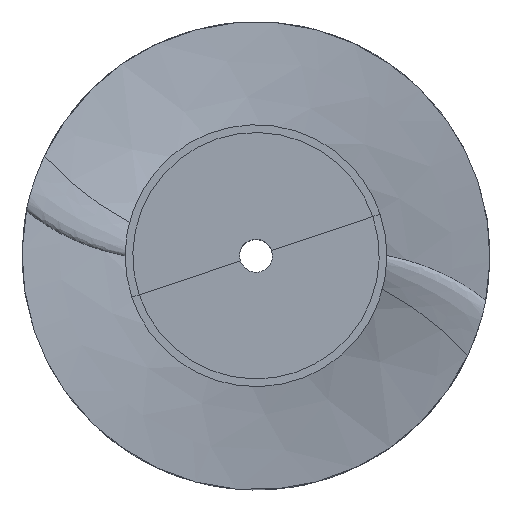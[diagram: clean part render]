
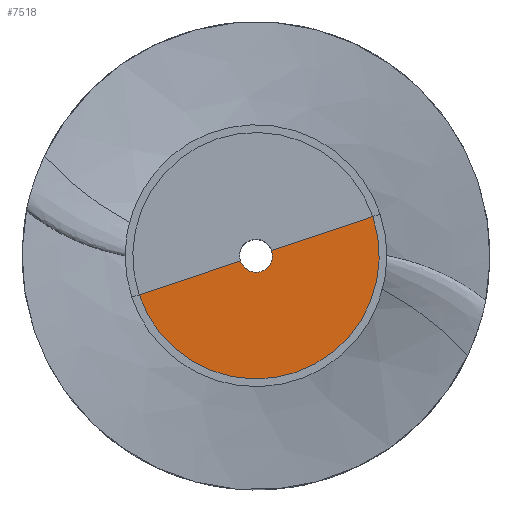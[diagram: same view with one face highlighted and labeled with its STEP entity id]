
A CAD part, top view. The second image highlights one B-rep face of the part: STEP entity #7518.
In plain terms, the highlighted free-form (B-spline) face has degree [1, 3] with [2, 4] control points.
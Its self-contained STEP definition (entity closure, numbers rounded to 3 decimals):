
#434 = CIRCLE ( 'NONE', #9204, 1. ) ;
#588 = CARTESIAN_POINT ( 'NONE',  ( -0.314, -2.214, 0. ) ) ;
#805 = EDGE_CURVE ( 'NONE', #6545, #3888, #7166, .T. ) ;
#1175 = CARTESIAN_POINT ( 'NONE',  ( -0.948, -0.317, 0. ) ) ;
#1288 = B_SPLINE_CURVE_WITH_KNOTS ( 'NONE', 1,
 ( #3523, #5608 ),
 .UNSPECIFIED., .F., .F.,
 ( 2, 2 ),
 ( 0., 1. ),
 .UNSPECIFIED. ) ;
#1464 = ORIENTED_EDGE ( 'NONE', *, *, #4220, .T. ) ;
#1512 = VERTEX_POINT ( 'NONE', #4369 ) ;
#1850 = CARTESIAN_POINT ( 'NONE',  ( -2.348, -16.538, 0. ) ) ;
#2039 = VERTEX_POINT ( 'NONE', #1175 ) ;
#2279 =( BOUNDED_SURFACE ( )  B_SPLINE_SURFACE ( 1, 3, ( 
 ( #6077, #2595, #588, #6969 ),
 ( #4781, #6262, #1850, #6828 ) ),
 .UNSPECIFIED., .F., .F., .T. ) 
 B_SPLINE_SURFACE_WITH_KNOTS ( ( 2, 2 ),
 ( 4, 4 ),
 ( 0., 1. ),
 ( 0., 1. ),
 .UNSPECIFIED. ) 
 GEOMETRIC_REPRESENTATION_ITEM ( )  RATIONAL_B_SPLINE_SURFACE ( (
 ( 1., 0.333, 0.333, 1.),
 ( 1., 0.333, 0.333, 1.) ) ) 
 REPRESENTATION_ITEM ( '' )  SURFACE ( )  );
#2375 = DIRECTION ( 'NONE',  ( 0., 0., 1. ) ) ;
#2595 = CARTESIAN_POINT ( 'NONE',  ( 1.582, -1.58, 0. ) ) ;
#3143 = CARTESIAN_POINT ( 'NONE',  ( 0.948, 0.317, 0. ) ) ;
#3235 = CARTESIAN_POINT ( 'NONE',  ( 0., 0., 0. ) ) ;
#3258 = AXIS2_PLACEMENT_3D ( 'NONE', #3235, #8915, #8962 ) ;
#3369 = EDGE_LOOP ( 'NONE', ( #5548, #8673, #7430, #1464 ) ) ;
#3523 = CARTESIAN_POINT ( 'NONE',  ( -0.948, -0.317, 0. ) ) ;
#3797 = CARTESIAN_POINT ( 'NONE',  ( 7.085, 2.368, 0. ) ) ;
#3814 = CARTESIAN_POINT ( 'NONE',  ( 0.948, 0.317, 0. ) ) ;
#3888 = VERTEX_POINT ( 'NONE', #7080 ) ;
#4220 = EDGE_CURVE ( 'NONE', #1512, #3888, #6382, .T. ) ;
#4369 = CARTESIAN_POINT ( 'NONE',  ( -7.085, -2.368, 0. ) ) ;
#4730 = EDGE_CURVE ( 'NONE', #2039, #6545, #434, .T. ) ;
#4781 = CARTESIAN_POINT ( 'NONE',  ( 7.085, 2.368, 0. ) ) ;
#5548 = ORIENTED_EDGE ( 'NONE', *, *, #805, .F. ) ;
#5608 = CARTESIAN_POINT ( 'NONE',  ( -7.085, -2.368, 0. ) ) ;
#6077 = CARTESIAN_POINT ( 'NONE',  ( 0.948, 0.317, 0. ) ) ;
#6091 = EDGE_CURVE ( 'NONE', #2039, #1512, #1288, .T. ) ;
#6262 = CARTESIAN_POINT ( 'NONE',  ( 11.821, -11.801, 0. ) ) ;
#6382 = CIRCLE ( 'NONE', #3258, 7.47 ) ;
#6545 = VERTEX_POINT ( 'NONE', #3814 ) ;
#6784 = FACE_OUTER_BOUND ( 'NONE', #3369, .T. ) ;
#6828 = CARTESIAN_POINT ( 'NONE',  ( -7.085, -2.368, 0. ) ) ;
#6969 = CARTESIAN_POINT ( 'NONE',  ( -0.948, -0.317, 0. ) ) ;
#7080 = CARTESIAN_POINT ( 'NONE',  ( 7.085, 2.368, 0. ) ) ;
#7166 = B_SPLINE_CURVE_WITH_KNOTS ( 'NONE', 1,
 ( #3143, #3797 ),
 .UNSPECIFIED., .F., .F.,
 ( 2, 2 ),
 ( 0., 1. ),
 .UNSPECIFIED. ) ;
#7403 = DIRECTION ( 'NONE',  ( -0.948, -0.317, 0. ) ) ;
#7430 = ORIENTED_EDGE ( 'NONE', *, *, #6091, .T. ) ;
#7518 = ADVANCED_FACE ( 'NONE', ( #6784 ), #2279, .F. ) ;
#8186 = CARTESIAN_POINT ( 'NONE',  ( 0., 0., 0. ) ) ;
#8673 = ORIENTED_EDGE ( 'NONE', *, *, #4730, .F. ) ;
#8915 = DIRECTION ( 'NONE',  ( 0., 0., 1. ) ) ;
#8962 = DIRECTION ( 'NONE',  ( -0.948, -0.317, 0. ) ) ;
#9204 = AXIS2_PLACEMENT_3D ( 'NONE', #8186, #2375, #7403 ) ;
